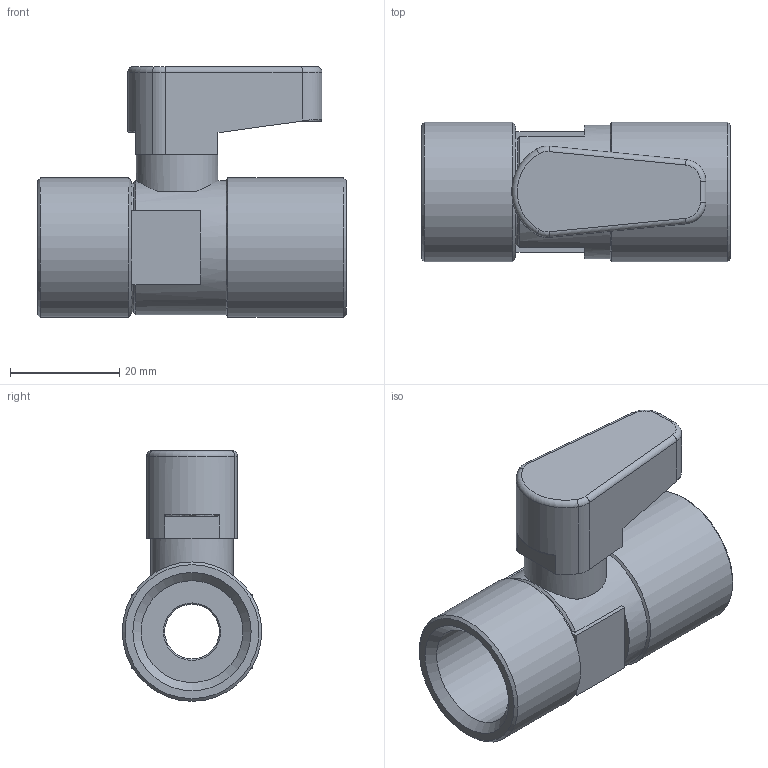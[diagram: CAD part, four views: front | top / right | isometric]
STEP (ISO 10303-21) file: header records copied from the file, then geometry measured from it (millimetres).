
FILE_DESCRIPTION(( 'MV.35V.12.12.STP' ), '1');
FILE_NAME( 'MV.35V.12.12.STP', '2018-10-05T10:48:31',( 'Sopra'),('sopra-pneumatic.com'), 'SwSTEP 2.0','SolidWorks 2009','' );
FILE_SCHEMA (('AUTOMOTIVE_DESIGN { 1 0 10303 214 1 1 1 1 }'));
Length unit declared in the file: millimetre
Products named in the file (3): Root; ROTATIONSTEIL_0; TRANSLATIONSTEIL_0
Assembly tree (2 placements, depth 3):
  Root
    ROTATIONSTEIL_0
      TRANSLATIONSTEIL_0
Bounding box: 56.5 x 25.5 x 45.85 mm (x, y, z)
Volume: 20788.5 mm3; surface area: 10947.4 mm2
Topology: 2 solids, 2 shells, 79 faces, 183 edges, 114 vertices
Faces by surface type: plane 40, cylinder 23, cone 9, torus 7
Full cylindrical faces by diameter (mm): 10 x1, 15 x1, 15.75 x1, 17.5 x1, 18.631 x2, 18.7 x2, 23.655 x1, 24.5 x1, 25.5 x2
Entity records: 4023 total; most frequent: CARTESIAN_POINT 649, DIRECTION 393, PRESENTATION_STYLE_ASSIGNMENT 320, COLOUR_RGB 320, DRAUGHTING_PRE_DEFINED_CURVE_FONT 318, CURVE_STYLE 318, OVER_RIDING_STYLED_ITEM 318, ORIENTED_EDGE 318
